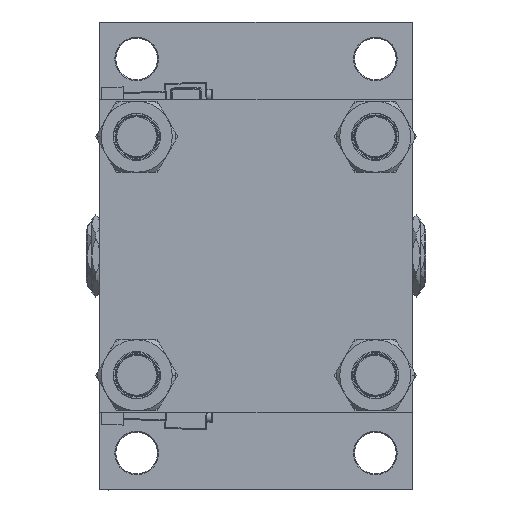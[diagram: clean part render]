
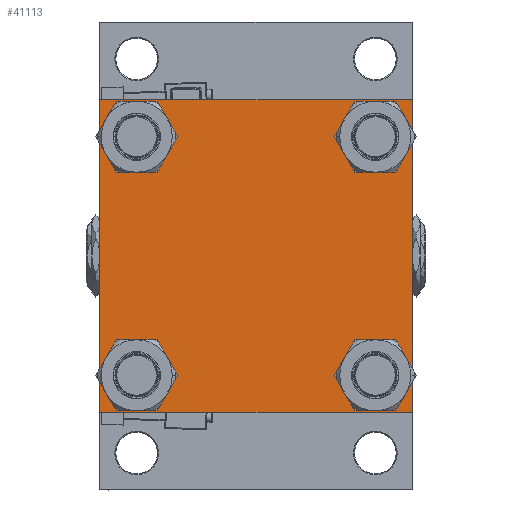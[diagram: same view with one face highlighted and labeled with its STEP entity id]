
A CAD part, left-side view. The second image highlights one B-rep face of the part: STEP entity #41113.
In plain terms, the highlighted planar face has unit normal (-1, 0, 0).
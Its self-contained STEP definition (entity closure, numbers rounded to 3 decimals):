
#173 = ORIENTED_EDGE ( 'NONE', *, *, #43257, .T. ) ;
#364 = CARTESIAN_POINT ( 'NONE',  ( 0., 62.95, -74.45 ) ) ;
#419 = CARTESIAN_POINT ( 'NONE',  ( 0., 82.25, -82.25 ) ) ;
#735 = DIRECTION ( 'NONE',  ( 0., 0., 1. ) ) ;
#765 = DIRECTION ( 'NONE',  ( 0., 0., 1. ) ) ;
#1434 = VECTOR ( 'NONE', #12471, 1000. ) ;
#1831 = CARTESIAN_POINT ( 'NONE',  ( 0., -82.5, 82. ) ) ;
#1969 = CIRCLE ( 'NONE', #43630, 11.5 ) ;
#2461 = CARTESIAN_POINT ( 'NONE',  ( 0., 62.95, 51.45 ) ) ;
#2882 = EDGE_CURVE ( 'NONE', #23155, #50867, #47950, .T. ) ;
#3225 = CARTESIAN_POINT ( 'NONE',  ( 0., 82.5, -82. ) ) ;
#3316 = LINE ( 'NONE', #419, #23509 ) ;
#3602 = CARTESIAN_POINT ( 'NONE',  ( 0., 82.5, -82.5 ) ) ;
#3605 = CIRCLE ( 'NONE', #9451, 11.5 ) ;
#4679 = ORIENTED_EDGE ( 'NONE', *, *, #26351, .T. ) ;
#4776 = AXIS2_PLACEMENT_3D ( 'NONE', #24029, #31857, #765 ) ;
#4804 = VERTEX_POINT ( 'NONE', #17972 ) ;
#5252 = ORIENTED_EDGE ( 'NONE', *, *, #18166, .T. ) ;
#7010 = ORIENTED_EDGE ( 'NONE', *, *, #15148, .T. ) ;
#7353 = LINE ( 'NONE', #23280, #17665 ) ;
#7665 = CIRCLE ( 'NONE', #16815, 11.5 ) ;
#8011 = DIRECTION ( 'NONE',  ( 0., -0.707, -0.707 ) ) ;
#8039 = DIRECTION ( 'NONE',  ( 0., -1., 0. ) ) ;
#8097 = LINE ( 'NONE', #32620, #21372 ) ;
#8804 = DIRECTION ( 'NONE',  ( 1., 0., 0. ) ) ;
#9322 = CARTESIAN_POINT ( 'NONE',  ( 0., -62.95, -62.95 ) ) ;
#9451 = AXIS2_PLACEMENT_3D ( 'NONE', #27572, #16573, #47635 ) ;
#9606 = EDGE_LOOP ( 'NONE', ( #29567, #26667, #7010, #21613, #49645, #47515, #16734, #44260 ) ) ;
#10460 = FACE_BOUND ( 'NONE', #38803, .T. ) ;
#11408 = ORIENTED_EDGE ( 'NONE', *, *, #30720, .T. ) ;
#11622 = CARTESIAN_POINT ( 'NONE',  ( 0., 82., 82.5 ) ) ;
#11832 = CARTESIAN_POINT ( 'NONE',  ( 0., -62.95, -74.45 ) ) ;
#12294 = CARTESIAN_POINT ( 'NONE',  ( 0., -62.95, -51.45 ) ) ;
#12471 = DIRECTION ( 'NONE',  ( 0., 0.707, 0.707 ) ) ;
#13227 = DIRECTION ( 'NONE',  ( 0., 0., 1. ) ) ;
#13453 = VERTEX_POINT ( 'NONE', #12294 ) ;
#14272 = AXIS2_PLACEMENT_3D ( 'NONE', #40800, #24138, #43936 ) ;
#15014 = CARTESIAN_POINT ( 'NONE',  ( 0., 62.95, 62.95 ) ) ;
#15148 = EDGE_CURVE ( 'NONE', #32837, #39862, #16630, .T. ) ;
#15311 = VERTEX_POINT ( 'NONE', #11832 ) ;
#15516 = VERTEX_POINT ( 'NONE', #39420 ) ;
#15790 = EDGE_CURVE ( 'NONE', #39862, #41491, #41461, .T. ) ;
#16573 = DIRECTION ( 'NONE',  ( 1., 0., 0. ) ) ;
#16630 = LINE ( 'NONE', #3602, #16821 ) ;
#16734 = ORIENTED_EDGE ( 'NONE', *, *, #51081, .F. ) ;
#16815 = AXIS2_PLACEMENT_3D ( 'NONE', #44558, #16912, #735 ) ;
#16821 = VECTOR ( 'NONE', #8039, 1000. ) ;
#16912 = DIRECTION ( 'NONE',  ( 1., 0., 0. ) ) ;
#17665 = VECTOR ( 'NONE', #36063, 1000. ) ;
#17762 = CARTESIAN_POINT ( 'NONE',  ( 0., -82., -82.5 ) ) ;
#17933 = CARTESIAN_POINT ( 'NONE',  ( 0., 82.5, 82.5 ) ) ;
#17972 = CARTESIAN_POINT ( 'NONE',  ( 0., -62.95, 51.45 ) ) ;
#18166 = EDGE_CURVE ( 'NONE', #22762, #49464, #3605, .T. ) ;
#19556 = CARTESIAN_POINT ( 'NONE',  ( 0., -82., 82.5 ) ) ;
#19839 = DIRECTION ( 'NONE',  ( 0., 0.707, -0.707 ) ) ;
#20099 = FACE_OUTER_BOUND ( 'NONE', #9606, .T. ) ;
#20533 = VECTOR ( 'NONE', #33870, 1000. ) ;
#21333 = AXIS2_PLACEMENT_3D ( 'NONE', #49798, #29997, #45892 ) ;
#21372 = VECTOR ( 'NONE', #19839, 1000. ) ;
#21613 = ORIENTED_EDGE ( 'NONE', *, *, #15790, .T. ) ;
#21911 = EDGE_CURVE ( 'NONE', #44357, #32837, #3316, .T. ) ;
#21954 = CARTESIAN_POINT ( 'NONE',  ( 0., 82.5, 82.5 ) ) ;
#22340 = ORIENTED_EDGE ( 'NONE', *, *, #43092, .T. ) ;
#22362 = CIRCLE ( 'NONE', #29842, 11.5 ) ;
#22404 = VERTEX_POINT ( 'NONE', #2461 ) ;
#22628 = EDGE_CURVE ( 'NONE', #4804, #25510, #46803, .T. ) ;
#22762 = VERTEX_POINT ( 'NONE', #364 ) ;
#23155 = VERTEX_POINT ( 'NONE', #1831 ) ;
#23280 = CARTESIAN_POINT ( 'NONE',  ( 0., -82.5, 82.5 ) ) ;
#23509 = VECTOR ( 'NONE', #8011, 1000. ) ;
#24029 = CARTESIAN_POINT ( 'NONE',  ( 0., 0., 0. ) ) ;
#24138 = DIRECTION ( 'NONE',  ( 1., 0., 0. ) ) ;
#24577 = CARTESIAN_POINT ( 'NONE',  ( 0., 62.95, -51.45 ) ) ;
#24730 = CARTESIAN_POINT ( 'NONE',  ( 0., -82.25, 82.25 ) ) ;
#24959 = ORIENTED_EDGE ( 'NONE', *, *, #38958, .T. ) ;
#25510 = VERTEX_POINT ( 'NONE', #48664 ) ;
#25982 = EDGE_CURVE ( 'NONE', #23155, #41491, #7353, .T. ) ;
#26072 = DIRECTION ( 'NONE',  ( 0., -0.707, 0.707 ) ) ;
#26351 = EDGE_CURVE ( 'NONE', #13453, #15311, #7665, .T. ) ;
#26381 = FACE_BOUND ( 'NONE', #39474, .T. ) ;
#26667 = ORIENTED_EDGE ( 'NONE', *, *, #21911, .T. ) ;
#27000 = AXIS2_PLACEMENT_3D ( 'NONE', #45315, #49981, #37241 ) ;
#27479 = ORIENTED_EDGE ( 'NONE', *, *, #30651, .T. ) ;
#27572 = CARTESIAN_POINT ( 'NONE',  ( 0., 62.95, -62.95 ) ) ;
#27849 = CARTESIAN_POINT ( 'NONE',  ( 0., 82., -82.5 ) ) ;
#28707 = FACE_BOUND ( 'NONE', #51056, .T. ) ;
#29567 = ORIENTED_EDGE ( 'NONE', *, *, #35862, .T. ) ;
#29842 = AXIS2_PLACEMENT_3D ( 'NONE', #9322, #8804, #13227 ) ;
#29997 = DIRECTION ( 'NONE',  ( 1., 0., 0. ) ) ;
#30651 = EDGE_CURVE ( 'NONE', #39208, #22404, #42803, .T. ) ;
#30720 = EDGE_CURVE ( 'NONE', #49464, #22762, #1969, .T. ) ;
#31857 = DIRECTION ( 'NONE',  ( -1., 0., 0. ) ) ;
#32620 = CARTESIAN_POINT ( 'NONE',  ( 0., 82.25, 82.25 ) ) ;
#32837 = VERTEX_POINT ( 'NONE', #27849 ) ;
#33196 = LINE ( 'NONE', #21954, #47170 ) ;
#33870 = DIRECTION ( 'NONE',  ( 0., -1., 0. ) ) ;
#34100 = CARTESIAN_POINT ( 'NONE',  ( 0., 62.95, -62.95 ) ) ;
#35862 = EDGE_CURVE ( 'NONE', #15516, #44357, #33196, .T. ) ;
#36037 = PLANE ( 'NONE',  #4776 ) ;
#36054 = EDGE_CURVE ( 'NONE', #39565, #15516, #8097, .T. ) ;
#36063 = DIRECTION ( 'NONE',  ( 0., 0., -1. ) ) ;
#36240 = CARTESIAN_POINT ( 'NONE',  ( 0., 62.95, 74.45 ) ) ;
#36521 = AXIS2_PLACEMENT_3D ( 'NONE', #15014, #46322, #38762 ) ;
#37241 = DIRECTION ( 'NONE',  ( 0., 0., 1. ) ) ;
#37328 = CIRCLE ( 'NONE', #36521, 11.5 ) ;
#37498 = DIRECTION ( 'NONE',  ( 1., 0., 0. ) ) ;
#38510 = CARTESIAN_POINT ( 'NONE',  ( 0., -82.5, -82. ) ) ;
#38762 = DIRECTION ( 'NONE',  ( 0., 0., 1. ) ) ;
#38803 = EDGE_LOOP ( 'NONE', ( #24959, #48166 ) ) ;
#38958 = EDGE_CURVE ( 'NONE', #25510, #4804, #43805, .T. ) ;
#39208 = VERTEX_POINT ( 'NONE', #36240 ) ;
#39420 = CARTESIAN_POINT ( 'NONE',  ( 0., 82.5, 82. ) ) ;
#39474 = EDGE_LOOP ( 'NONE', ( #4679, #22340 ) ) ;
#39565 = VERTEX_POINT ( 'NONE', #11622 ) ;
#39862 = VERTEX_POINT ( 'NONE', #17762 ) ;
#40800 = CARTESIAN_POINT ( 'NONE',  ( 0., -62.95, 62.95 ) ) ;
#41113 = ADVANCED_FACE ( 'NONE', ( #10460, #26381, #42273, #28707, #20099 ), #36037, .T. ) ;
#41461 = LINE ( 'NONE', #49532, #50968 ) ;
#41491 = VERTEX_POINT ( 'NONE', #38510 ) ;
#41653 = DIRECTION ( 'NONE',  ( 0., 0., 1. ) ) ;
#42273 = FACE_BOUND ( 'NONE', #48207, .T. ) ;
#42803 = CIRCLE ( 'NONE', #27000, 11.5 ) ;
#43092 = EDGE_CURVE ( 'NONE', #15311, #13453, #22362, .T. ) ;
#43257 = EDGE_CURVE ( 'NONE', #22404, #39208, #37328, .T. ) ;
#43630 = AXIS2_PLACEMENT_3D ( 'NONE', #34100, #37498, #41653 ) ;
#43805 = CIRCLE ( 'NONE', #21333, 11.5 ) ;
#43936 = DIRECTION ( 'NONE',  ( 0., 0., 1. ) ) ;
#44260 = ORIENTED_EDGE ( 'NONE', *, *, #36054, .T. ) ;
#44357 = VERTEX_POINT ( 'NONE', #3225 ) ;
#44558 = CARTESIAN_POINT ( 'NONE',  ( 0., -62.95, -62.95 ) ) ;
#45315 = CARTESIAN_POINT ( 'NONE',  ( 0., 62.95, 62.95 ) ) ;
#45340 = LINE ( 'NONE', #17933, #20533 ) ;
#45422 = DIRECTION ( 'NONE',  ( 0., 0., -1. ) ) ;
#45892 = DIRECTION ( 'NONE',  ( 0., 0., 1. ) ) ;
#46322 = DIRECTION ( 'NONE',  ( 1., 0., 0. ) ) ;
#46803 = CIRCLE ( 'NONE', #14272, 11.5 ) ;
#47170 = VECTOR ( 'NONE', #45422, 1000. ) ;
#47515 = ORIENTED_EDGE ( 'NONE', *, *, #2882, .T. ) ;
#47635 = DIRECTION ( 'NONE',  ( 0., 0., 1. ) ) ;
#47950 = LINE ( 'NONE', #24730, #1434 ) ;
#48166 = ORIENTED_EDGE ( 'NONE', *, *, #22628, .T. ) ;
#48207 = EDGE_LOOP ( 'NONE', ( #11408, #5252 ) ) ;
#48664 = CARTESIAN_POINT ( 'NONE',  ( 0., -62.95, 74.45 ) ) ;
#49464 = VERTEX_POINT ( 'NONE', #24577 ) ;
#49532 = CARTESIAN_POINT ( 'NONE',  ( 0., -82.25, -82.25 ) ) ;
#49645 = ORIENTED_EDGE ( 'NONE', *, *, #25982, .F. ) ;
#49798 = CARTESIAN_POINT ( 'NONE',  ( 0., -62.95, 62.95 ) ) ;
#49981 = DIRECTION ( 'NONE',  ( 1., 0., 0. ) ) ;
#50867 = VERTEX_POINT ( 'NONE', #19556 ) ;
#50968 = VECTOR ( 'NONE', #26072, 1000. ) ;
#51056 = EDGE_LOOP ( 'NONE', ( #27479, #173 ) ) ;
#51081 = EDGE_CURVE ( 'NONE', #39565, #50867, #45340, .T. ) ;
